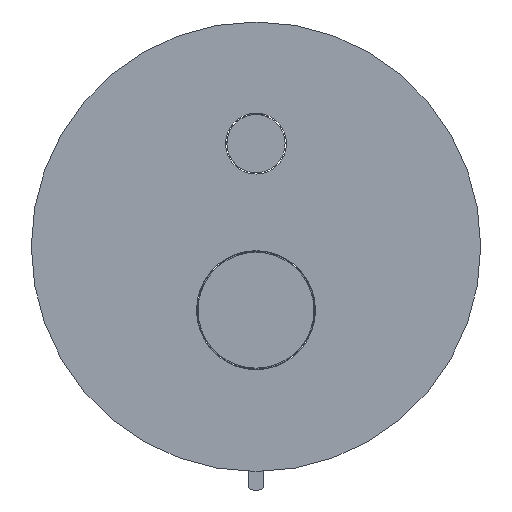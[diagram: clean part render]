
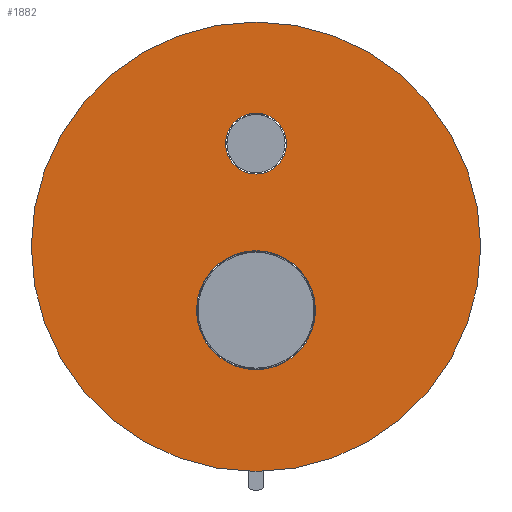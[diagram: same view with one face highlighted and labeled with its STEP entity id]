
A CAD part, front view. The second image highlights one B-rep face of the part: STEP entity #1882.
In plain terms, the highlighted planar face has unit normal (0, -1, 0).
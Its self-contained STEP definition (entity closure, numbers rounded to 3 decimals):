
#31=CARTESIAN_POINT('Axis2P3D Location',(0.,52.5,24.)) ;
#1676=CARTESIAN_POINT('Vertex',(-85.,52.5,24.)) ;
#1681=CARTESIAN_POINT('Axis2P3D Location',(0.,52.5,24.)) ;
#1685=CARTESIAN_POINT('Vertex',(85.,52.5,24.)) ;
#1715=CARTESIAN_POINT('Axis2P3D Location',(0.,52.5,24.)) ;
#1789=CARTESIAN_POINT('Vertex',(-11.5,52.5,63.)) ;
#1792=CARTESIAN_POINT('Axis2P3D Location',(0.,52.5,63.)) ;
#1796=CARTESIAN_POINT('Vertex',(11.5,52.5,63.)) ;
#1812=CARTESIAN_POINT('Axis2P3D Location',(0.,52.5,63.)) ;
#1834=CARTESIAN_POINT('Vertex',(-22.5,52.5,0.)) ;
#1837=CARTESIAN_POINT('Axis2P3D Location',(0.,52.5,0.)) ;
#1841=CARTESIAN_POINT('Vertex',(22.5,52.5,0.)) ;
#1857=CARTESIAN_POINT('Axis2P3D Location',(0.,52.5,0.)) ;
#32=DIRECTION('Axis2P3D Direction',(0.,1.,0.)) ;
#33=DIRECTION('Axis2P3D XDirection',(-1.,0.,0.)) ;
#1682=DIRECTION('Axis2P3D Direction',(0.,1.,0.)) ;
#1716=DIRECTION('Axis2P3D Direction',(0.,1.,0.)) ;
#1793=DIRECTION('Axis2P3D Direction',(0.,1.,0.)) ;
#1813=DIRECTION('Axis2P3D Direction',(0.,1.,0.)) ;
#1838=DIRECTION('Axis2P3D Direction',(0.,1.,0.)) ;
#1858=DIRECTION('Axis2P3D Direction',(0.,1.,0.)) ;
#34=AXIS2_PLACEMENT_3D('Plane Axis2P3D',#31,#32,#33) ;
#1683=AXIS2_PLACEMENT_3D('Circle Axis2P3D',#1681,#1682,$) ;
#1717=AXIS2_PLACEMENT_3D('Circle Axis2P3D',#1715,#1716,$) ;
#1794=AXIS2_PLACEMENT_3D('Circle Axis2P3D',#1792,#1793,$) ;
#1814=AXIS2_PLACEMENT_3D('Circle Axis2P3D',#1812,#1813,$) ;
#1839=AXIS2_PLACEMENT_3D('Circle Axis2P3D',#1837,#1838,$) ;
#1859=AXIS2_PLACEMENT_3D('Circle Axis2P3D',#1857,#1858,$) ;
#1684=CIRCLE('generated circle',#1683,85.) ;
#1718=CIRCLE('generated circle',#1717,85.) ;
#1795=CIRCLE('generated circle',#1794,11.5) ;
#1815=CIRCLE('generated circle',#1814,11.5) ;
#1840=CIRCLE('generated circle',#1839,22.5) ;
#1860=CIRCLE('generated circle',#1859,22.5) ;
#35=PLANE('',#34) ;
#1877=FACE_BOUND('',#1874,.T.) ;
#1881=FACE_BOUND('',#1878,.T.) ;
#1687=EDGE_CURVE('',#1677,#1686,#1684,.T.) ;
#1719=EDGE_CURVE('',#1686,#1677,#1718,.T.) ;
#1798=EDGE_CURVE('',#1797,#1790,#1795,.T.) ;
#1816=EDGE_CURVE('',#1790,#1797,#1815,.T.) ;
#1843=EDGE_CURVE('',#1842,#1835,#1840,.T.) ;
#1861=EDGE_CURVE('',#1835,#1842,#1860,.T.) ;
#1871=ORIENTED_EDGE('',*,*,#1719,.F.) ;
#1872=ORIENTED_EDGE('',*,*,#1687,.F.) ;
#1875=ORIENTED_EDGE('',*,*,#1798,.T.) ;
#1876=ORIENTED_EDGE('',*,*,#1816,.T.) ;
#1879=ORIENTED_EDGE('',*,*,#1861,.T.) ;
#1880=ORIENTED_EDGE('',*,*,#1843,.T.) ;
#1870=EDGE_LOOP('',(#1871,#1872)) ;
#1874=EDGE_LOOP('',(#1875,#1876)) ;
#1878=EDGE_LOOP('',(#1879,#1880)) ;
#1677=VERTEX_POINT('',#1676) ;
#1686=VERTEX_POINT('',#1685) ;
#1790=VERTEX_POINT('',#1789) ;
#1797=VERTEX_POINT('',#1796) ;
#1835=VERTEX_POINT('',#1834) ;
#1842=VERTEX_POINT('',#1841) ;
#1882=ADVANCED_FACE('PartBody',(#1873,#1877,#1881),#35,.F.) ;
#1873=FACE_OUTER_BOUND('',#1870,.T.) ;
